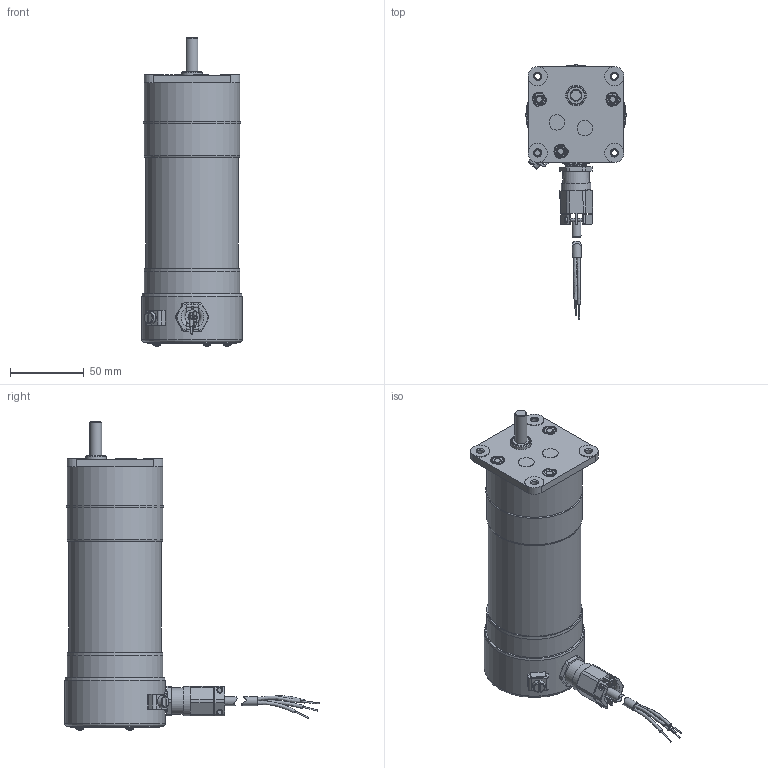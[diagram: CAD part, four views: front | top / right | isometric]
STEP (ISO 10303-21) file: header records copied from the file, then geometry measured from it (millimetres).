
FILE_DESCRIPTION((''),'2;1');
FILE_NAME('ZG_806_000013_AS80-6_G600_WelleRund_Rev0.stp','2016-09-01T08:39:42',('Zeichen-PC'),(''),'Autodesk Inventor 2010','Autodesk Inventor 2010','');
FILE_SCHEMA(('AUTOMOTIVE_DESIGN { 1 0 10303 214 1 1 1 1 }'));
Length unit declared in the file: millimetre
Products named in the file (17): ZG_806_000013_AS80-6_G600_WelleRund_Rev0; Klemmk-KK-M16-EX-NEU-Blank; 5008-KK-M16-EX-Blank; Erdungsklemme; Verschraubung_M16_EMSKEZ_16; DIN 7964 A M5 x 16; ASME B18.21.2M 4; ZG_6004001_D_c_tb_60Hz_AS80-6_G600_MitGetriebe_Rev3; DIN EN ISO 7045 H M2,5 x 3 - 4.8 - H; SchlauchringKlemmkast; LagerschaleB3-ZG-Rev1-0-Silber; ZG_5002080_Stator_80er_Platzhalter_silber; 5101-STG-Metall; ZG_51108x67_Endwelle_8x67_STANDARD_Rev0; DIN EN 24035 M5; Kabel-Oelflex4Adern-Grau; SichrngLack
Assembly tree (23 placements, depth 3):
  ZG_806_000013_AS80-6_G600_WelleRund_Rev0
    Klemmk-KK-M16-EX-NEU-Blank
      5008-KK-M16-EX-Blank
      Erdungsklemme
      Verschraubung_M16_EMSKEZ_16
      DIN 7964 A M5 x 16
      ASME B18.21.2M 4
      ZG_6004001_D_c_tb_60Hz_AS80-6_G600_MitGetriebe_Rev3
      DIN EN ISO 7045 H M2,5 x 3 - 4.8 - H  x3
      SchlauchringKlemmkast
    LagerschaleB3-ZG-Rev1-0-Silber
    ZG_5002080_Stator_80er_Platzhalter_silber
    5101-STG-Metall
    ZG_51108x67_Endwelle_8x67_STANDARD_Rev0
    DIN EN 24035 M5  x4
    Kabel-Oelflex4Adern-Grau
    SichrngLack  x3
Bounding box: 68 x 172.39 x 209.18 mm (x, y, z)
Volume: 358179.2 mm3; surface area: 116159.4 mm2
Topology: 24 solids, 24 shells, 4074 faces, 10704 edges, 7097 vertices
Faces by surface type: plane 2120, bspline 1693, cylinder 133, cone 91, torus 34, sphere 3
Full cylindrical faces by diameter (mm): 0.8 x3, 0.83 x1, 2 x4, 2.256 x3, 2.5 x3, 3 x5, 3.9 x1, 4.1 x8, 4.5 x3, 5 x1, 5.2 x3, 6 x3, 8 x3, 8.5 x2, 10 x1, 10.2 x1, 10.5 x2, 12 x4, 13 x4, 14 x1, 14.16 x1, 15.5 x1, 16 x2, 18 x1, 20 x1, 60 x1, 61 x2, 63 x3, 63.2 x1, 65 x5
Entity records: 135382 total; most frequent: CARTESIAN_POINT 49073, ORIENTED_EDGE 20390, DIRECTION 11860, EDGE_CURVE 10195, VERTEX_POINT 6847, VECTOR 6380, LINE 6380, EDGE_LOOP 4550
